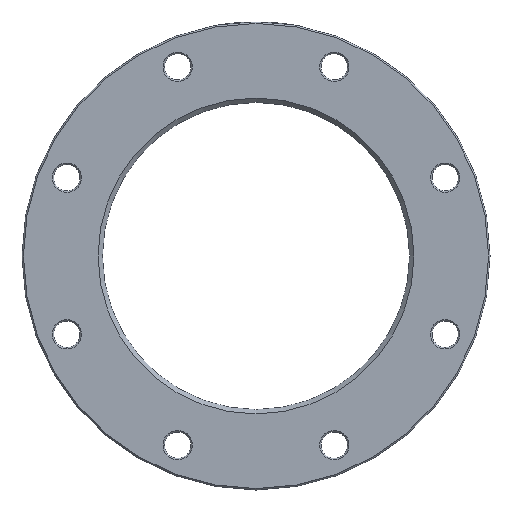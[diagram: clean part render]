
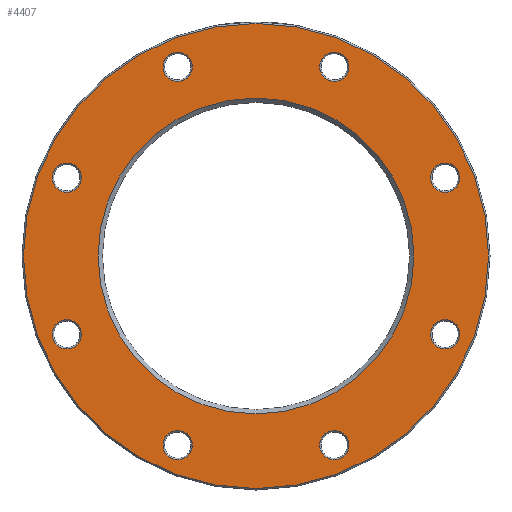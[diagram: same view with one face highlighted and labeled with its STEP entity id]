
A CAD part, left-side view. The second image highlights one B-rep face of the part: STEP entity #4407.
In plain terms, the highlighted planar face has unit normal (-1, 0, 0).
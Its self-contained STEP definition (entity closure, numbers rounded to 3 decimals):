
#49 = VERTEX_POINT ( 'NONE', #79 ) ;
#79 = CARTESIAN_POINT ( 'NONE',  ( 0., 0., -159. ) ) ;
#175 = AXIS2_PLACEMENT_3D ( 'NONE', #474, #3417, #2938 ) ;
#221 = CARTESIAN_POINT ( 'NONE',  ( 0., -129.343, 43.576 ) ) ;
#222 = EDGE_CURVE ( 'NONE', #4236, #4236, #1819, .T. ) ;
#250 = VERTEX_POINT ( 'NONE', #1419 ) ;
#264 = EDGE_CURVE ( 'NONE', #985, #985, #2688, .T. ) ;
#325 = FACE_BOUND ( 'NONE', #1402, .T. ) ;
#362 = DIRECTION ( 'NONE',  ( 1., 0., 0. ) ) ;
#372 = ORIENTED_EDGE ( 'NONE', *, *, #3944, .T. ) ;
#474 = CARTESIAN_POINT ( 'NONE',  ( 0., 0., 0. ) ) ;
#490 = DIRECTION ( 'NONE',  ( 0., 0., -1. ) ) ;
#510 = VERTEX_POINT ( 'NONE', #5137 ) ;
#541 = ORIENTED_EDGE ( 'NONE', *, *, #264, .T. ) ;
#621 = ORIENTED_EDGE ( 'NONE', *, *, #222, .T. ) ;
#721 = EDGE_LOOP ( 'NONE', ( #1937 ) ) ;
#806 = EDGE_LOOP ( 'NONE', ( #4768 ) ) ;
#829 = DIRECTION ( 'NONE',  ( 0., 0., -1. ) ) ;
#850 = EDGE_CURVE ( 'NONE', #4613, #4613, #5323, .T. ) ;
#852 = AXIS2_PLACEMENT_3D ( 'NONE', #1501, #1145, #3993 ) ;
#860 = CARTESIAN_POINT ( 'NONE',  ( 0., 53.576, -129.343 ) ) ;
#868 = AXIS2_PLACEMENT_3D ( 'NONE', #1448, #2295, #3454 ) ;
#917 = ORIENTED_EDGE ( 'NONE', *, *, #850, .T. ) ;
#985 = VERTEX_POINT ( 'NONE', #2569 ) ;
#993 = CARTESIAN_POINT ( 'NONE',  ( 0., -53.576, 129.343 ) ) ;
#1145 = DIRECTION ( 'NONE',  ( 1., 0., 0. ) ) ;
#1208 = DIRECTION ( 'NONE',  ( 1., 0., 0. ) ) ;
#1247 = CARTESIAN_POINT ( 'NONE',  ( 0., -129.343, -53.576 ) ) ;
#1358 = VERTEX_POINT ( 'NONE', #3424 ) ;
#1402 = EDGE_LOOP ( 'NONE', ( #4354 ) ) ;
#1419 = CARTESIAN_POINT ( 'NONE',  ( 0., 53.576, 119.343 ) ) ;
#1426 = AXIS2_PLACEMENT_3D ( 'NONE', #993, #4334, #490 ) ;
#1448 = CARTESIAN_POINT ( 'NONE',  ( 0., -129.343, 53.576 ) ) ;
#1468 = FACE_BOUND ( 'NONE', #3252, .T. ) ;
#1483 = AXIS2_PLACEMENT_3D ( 'NONE', #2864, #5335, #1939 ) ;
#1501 = CARTESIAN_POINT ( 'NONE',  ( 0., 129.343, 53.576 ) ) ;
#1741 = CARTESIAN_POINT ( 'NONE',  ( 0., 53.576, -139.343 ) ) ;
#1753 = EDGE_LOOP ( 'NONE', ( #621 ) ) ;
#1819 = CIRCLE ( 'NONE', #852, 10. ) ;
#1937 = ORIENTED_EDGE ( 'NONE', *, *, #2150, .T. ) ;
#1939 = DIRECTION ( 'NONE',  ( 0., 0., -1. ) ) ;
#2001 = AXIS2_PLACEMENT_3D ( 'NONE', #2051, #1208, #2554 ) ;
#2051 = CARTESIAN_POINT ( 'NONE',  ( 0., -53.576, -129.343 ) ) ;
#2150 = EDGE_CURVE ( 'NONE', #510, #510, #3784, .T. ) ;
#2198 = DIRECTION ( 'NONE',  ( 1., 0., 0. ) ) ;
#2235 = CARTESIAN_POINT ( 'NONE',  ( 0., 0., -108. ) ) ;
#2268 = CIRCLE ( 'NONE', #175, 159. ) ;
#2295 = DIRECTION ( 'NONE',  ( 1., 0., 0. ) ) ;
#2343 = FACE_BOUND ( 'NONE', #721, .T. ) ;
#2356 = AXIS2_PLACEMENT_3D ( 'NONE', #860, #2534, #4204 ) ;
#2374 = FACE_BOUND ( 'NONE', #5148, .T. ) ;
#2490 = EDGE_CURVE ( 'NONE', #2541, #2541, #4103, .T. ) ;
#2534 = DIRECTION ( 'NONE',  ( 1., 0., 0. ) ) ;
#2541 = VERTEX_POINT ( 'NONE', #2235 ) ;
#2554 = DIRECTION ( 'NONE',  ( 0., 0., -1. ) ) ;
#2569 = CARTESIAN_POINT ( 'NONE',  ( 0., 129.343, -63.576 ) ) ;
#2664 = EDGE_CURVE ( 'NONE', #49, #49, #2268, .T. ) ;
#2688 = CIRCLE ( 'NONE', #5313, 10. ) ;
#2695 = EDGE_CURVE ( 'NONE', #5106, #5106, #3932, .T. ) ;
#2704 = AXIS2_PLACEMENT_3D ( 'NONE', #1247, #362, #4947 ) ;
#2864 = CARTESIAN_POINT ( 'NONE',  ( 0., 0., 0. ) ) ;
#2879 = CIRCLE ( 'NONE', #3405, 10. ) ;
#2938 = DIRECTION ( 'NONE',  ( 0., 0., -1. ) ) ;
#2961 = EDGE_CURVE ( 'NONE', #1358, #1358, #4370, .T. ) ;
#3010 = CARTESIAN_POINT ( 'NONE',  ( 0., -129.343, -63.576 ) ) ;
#3150 = FACE_BOUND ( 'NONE', #4179, .T. ) ;
#3169 = ORIENTED_EDGE ( 'NONE', *, *, #2695, .T. ) ;
#3230 = FACE_OUTER_BOUND ( 'NONE', #806, .T. ) ;
#3245 = CIRCLE ( 'NONE', #868, 10. ) ;
#3252 = EDGE_LOOP ( 'NONE', ( #372 ) ) ;
#3405 = AXIS2_PLACEMENT_3D ( 'NONE', #5038, #2198, #4578 ) ;
#3417 = DIRECTION ( 'NONE',  ( -1., 0., 0. ) ) ;
#3424 = CARTESIAN_POINT ( 'NONE',  ( 0., -53.576, -139.343 ) ) ;
#3454 = DIRECTION ( 'NONE',  ( 0., 0., -1. ) ) ;
#3533 = EDGE_LOOP ( 'NONE', ( #4781 ) ) ;
#3549 = EDGE_CURVE ( 'NONE', #250, #250, #2879, .T. ) ;
#3713 = DIRECTION ( 'NONE',  ( 1., 0., 0. ) ) ;
#3784 = CIRCLE ( 'NONE', #1426, 10. ) ;
#3916 = VERTEX_POINT ( 'NONE', #221 ) ;
#3932 = CIRCLE ( 'NONE', #2356, 10. ) ;
#3944 = EDGE_CURVE ( 'NONE', #3916, #3916, #3245, .T. ) ;
#3993 = DIRECTION ( 'NONE',  ( 0., 0., -1. ) ) ;
#4049 = DIRECTION ( 'NONE',  ( 1., 0., 0. ) ) ;
#4075 = FACE_BOUND ( 'NONE', #3533, .T. ) ;
#4103 = CIRCLE ( 'NONE', #1483, 108. ) ;
#4179 = EDGE_LOOP ( 'NONE', ( #917 ) ) ;
#4204 = DIRECTION ( 'NONE',  ( 0., 0., -1. ) ) ;
#4236 = VERTEX_POINT ( 'NONE', #4727 ) ;
#4247 = EDGE_LOOP ( 'NONE', ( #4901 ) ) ;
#4334 = DIRECTION ( 'NONE',  ( 1., 0., 0. ) ) ;
#4354 = ORIENTED_EDGE ( 'NONE', *, *, #3549, .T. ) ;
#4370 = CIRCLE ( 'NONE', #2001, 10. ) ;
#4407 = ADVANCED_FACE ( 'NONE', ( #4075, #3230, #325, #2343, #1468, #3150, #4830, #4457, #2374, #5329 ), #4806, .F. ) ;
#4457 = FACE_BOUND ( 'NONE', #4710, .T. ) ;
#4572 = CARTESIAN_POINT ( 'NONE',  ( 0., 129.343, -53.576 ) ) ;
#4578 = DIRECTION ( 'NONE',  ( 0., 0., -1. ) ) ;
#4613 = VERTEX_POINT ( 'NONE', #3010 ) ;
#4710 = EDGE_LOOP ( 'NONE', ( #3169 ) ) ;
#4727 = CARTESIAN_POINT ( 'NONE',  ( 0., 129.343, 43.576 ) ) ;
#4768 = ORIENTED_EDGE ( 'NONE', *, *, #2664, .T. ) ;
#4781 = ORIENTED_EDGE ( 'NONE', *, *, #2490, .T. ) ;
#4806 = PLANE ( 'NONE',  #5400 ) ;
#4830 = FACE_BOUND ( 'NONE', #4247, .T. ) ;
#4885 = DIRECTION ( 'NONE',  ( 0., 0., -1. ) ) ;
#4901 = ORIENTED_EDGE ( 'NONE', *, *, #2961, .T. ) ;
#4947 = DIRECTION ( 'NONE',  ( 0., 0., -1. ) ) ;
#5038 = CARTESIAN_POINT ( 'NONE',  ( 0., 53.576, 129.343 ) ) ;
#5106 = VERTEX_POINT ( 'NONE', #1741 ) ;
#5137 = CARTESIAN_POINT ( 'NONE',  ( 0., -53.576, 119.343 ) ) ;
#5148 = EDGE_LOOP ( 'NONE', ( #541 ) ) ;
#5300 = CARTESIAN_POINT ( 'NONE',  ( 0., 105., 0. ) ) ;
#5313 = AXIS2_PLACEMENT_3D ( 'NONE', #4572, #3713, #829 ) ;
#5323 = CIRCLE ( 'NONE', #2704, 10. ) ;
#5329 = FACE_BOUND ( 'NONE', #1753, .T. ) ;
#5335 = DIRECTION ( 'NONE',  ( 1., 0., 0. ) ) ;
#5400 = AXIS2_PLACEMENT_3D ( 'NONE', #5300, #4049, #4885 ) ;
